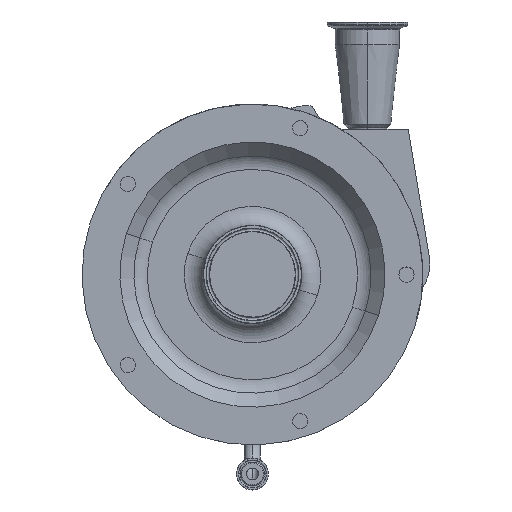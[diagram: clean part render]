
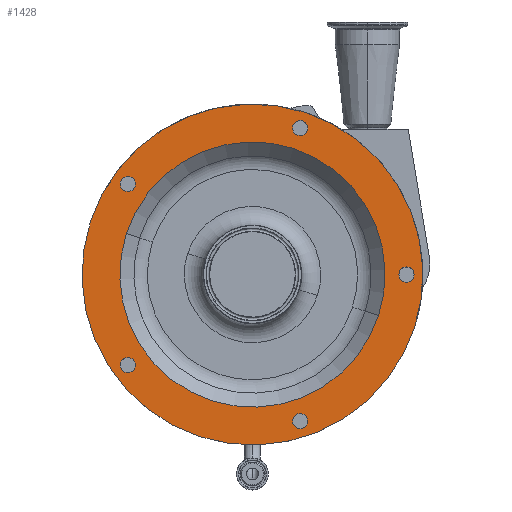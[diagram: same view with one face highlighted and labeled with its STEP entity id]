
A CAD part, top view. The second image highlights one B-rep face of the part: STEP entity #1428.
In plain terms, the highlighted planar face has unit normal (0, 0, 1).
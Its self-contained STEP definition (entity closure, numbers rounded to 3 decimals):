
#92 = DIRECTION ( 'NONE',  ( 0., 0., -1. ) ) ;
#113 = EDGE_LOOP ( 'NONE', ( #1710, #10610 ) ) ;
#143 = CARTESIAN_POINT ( 'NONE',  ( -102.227, 66.856, 222. ) ) ;
#277 = EDGE_CURVE ( 'NONE', #15956, #2431, #13732, .T. ) ;
#313 = CARTESIAN_POINT ( 'NONE',  ( 0., 0., 222. ) ) ;
#387 = CARTESIAN_POINT ( 'NONE',  ( 122., 0., 222. ) ) ;
#414 = AXIS2_PLACEMENT_3D ( 'NONE', #858, #16279, #3699 ) ;
#552 = AXIS2_PLACEMENT_3D ( 'NONE', #313, #7346, #12975 ) ;
#613 = DIRECTION ( 'NONE',  ( -0.588, 0.809, 0. ) ) ;
#627 = CARTESIAN_POINT ( 'NONE',  ( 0., 0., 222. ) ) ;
#823 = AXIS2_PLACEMENT_3D ( 'NONE', #13997, #14368, #613 ) ;
#858 = CARTESIAN_POINT ( 'NONE',  ( 0., 0., 222. ) ) ;
#1017 = VERTEX_POINT ( 'NONE', #4910 ) ;
#1067 = ORIENTED_EDGE ( 'NONE', *, *, #10530, .F. ) ;
#1374 = FACE_BOUND ( 'NONE', #8465, .T. ) ;
#1428 = ADVANCED_FACE ( 'NONE', ( #1657, #1374, #3017, #9698, #12741, #1564, #14023 ), #9608, .F. ) ;
#1500 = AXIS2_PLACEMENT_3D ( 'NONE', #3152, #17314, #4713 ) ;
#1556 = AXIS2_PLACEMENT_3D ( 'NONE', #6591, #13325, #16268 ) ;
#1564 = FACE_BOUND ( 'NONE', #2797, .T. ) ;
#1657 = FACE_OUTER_BOUND ( 'NONE', #3768, .T. ) ;
#1710 = ORIENTED_EDGE ( 'NONE', *, *, #3440, .F. ) ;
#1811 = ORIENTED_EDGE ( 'NONE', *, *, #10618, .F. ) ;
#1955 = DIRECTION ( 'NONE',  ( 0.588, 0.809, 0. ) ) ;
#2099 = ORIENTED_EDGE ( 'NONE', *, *, #6058, .T. ) ;
#2100 = DIRECTION ( 'NONE',  ( 0.951, -0.309, 0. ) ) ;
#2178 = CIRCLE ( 'NONE', #414, 105. ) ;
#2431 = VERTEX_POINT ( 'NONE', #10021 ) ;
#2495 = EDGE_CURVE ( 'NONE', #1017, #11787, #9400, .T. ) ;
#2797 = EDGE_LOOP ( 'NONE', ( #9845, #16137 ) ) ;
#3017 = FACE_BOUND ( 'NONE', #113, .T. ) ;
#3152 = CARTESIAN_POINT ( 'NONE',  ( 37.7, 116.029, 222. ) ) ;
#3339 = CARTESIAN_POINT ( 'NONE',  ( 99.861, -32.447, 222. ) ) ;
#3440 = EDGE_CURVE ( 'NONE', #2431, #15956, #12986, .T. ) ;
#3473 = VERTEX_POINT ( 'NONE', #11657 ) ;
#3623 = EDGE_CURVE ( 'NONE', #17332, #16179, #6791, .T. ) ;
#3699 = DIRECTION ( 'NONE',  ( 0.951, -0.309, 0. ) ) ;
#3768 = EDGE_LOOP ( 'NONE', ( #2099, #15353 ) ) ;
#3938 = ORIENTED_EDGE ( 'NONE', *, *, #12031, .F. ) ;
#4411 = CARTESIAN_POINT ( 'NONE',  ( 122., 0., 222. ) ) ;
#4567 = EDGE_CURVE ( 'NONE', #11787, #1017, #12419, .T. ) ;
#4713 = DIRECTION ( 'NONE',  ( 0.951, -0.309, 0. ) ) ;
#4775 = DIRECTION ( 'NONE',  ( 0., 0., 1. ) ) ;
#4838 = CARTESIAN_POINT ( 'NONE',  ( -102.227, -66.856, 222. ) ) ;
#4895 = EDGE_CURVE ( 'NONE', #10900, #9641, #15070, .T. ) ;
#4910 = CARTESIAN_POINT ( 'NONE',  ( 43.406, 114.175, 222. ) ) ;
#5030 = DIRECTION ( 'NONE',  ( 0., 0., 1. ) ) ;
#5077 = AXIS2_PLACEMENT_3D ( 'NONE', #9913, #15616, #10003 ) ;
#5116 = DIRECTION ( 'NONE',  ( 0., 0., 1. ) ) ;
#5258 = DIRECTION ( 'NONE',  ( 0.951, -0.309, 0. ) ) ;
#5324 = CARTESIAN_POINT ( 'NONE',  ( 43.406, -114.175, 222. ) ) ;
#5422 = AXIS2_PLACEMENT_3D ( 'NONE', #627, #5116, #2100 ) ;
#5475 = EDGE_LOOP ( 'NONE', ( #13086, #7263 ) ) ;
#5799 = AXIS2_PLACEMENT_3D ( 'NONE', #5955, #4775, #15977 ) ;
#5955 = CARTESIAN_POINT ( 'NONE',  ( 37.7, -116.029, 222. ) ) ;
#5979 = CARTESIAN_POINT ( 'NONE',  ( -95.173, 76.564, 222. ) ) ;
#6017 = EDGE_LOOP ( 'NONE', ( #15556, #3938 ) ) ;
#6058 = EDGE_CURVE ( 'NONE', #16206, #3473, #16574, .T. ) ;
#6107 = VERTEX_POINT ( 'NONE', #14837 ) ;
#6274 = CARTESIAN_POINT ( 'NONE',  ( 31.994, 117.883, 222. ) ) ;
#6545 = AXIS2_PLACEMENT_3D ( 'NONE', #12619, #17402, #10294 ) ;
#6591 = CARTESIAN_POINT ( 'NONE',  ( -98.7, -71.71, 222. ) ) ;
#6725 = AXIS2_PLACEMENT_3D ( 'NONE', #16787, #92, #15316 ) ;
#6791 = CIRCLE ( 'NONE', #1556, 6. ) ;
#7263 = ORIENTED_EDGE ( 'NONE', *, *, #7471, .F. ) ;
#7346 = DIRECTION ( 'NONE',  ( 0., 0., 1. ) ) ;
#7471 = EDGE_CURVE ( 'NONE', #16179, #17332, #13410, .T. ) ;
#7962 = VERTEX_POINT ( 'NONE', #3339 ) ;
#8465 = EDGE_LOOP ( 'NONE', ( #17922, #1811 ) ) ;
#8582 = AXIS2_PLACEMENT_3D ( 'NONE', #17864, #10677, #5258 ) ;
#9400 = CIRCLE ( 'NONE', #1500, 6. ) ;
#9608 = PLANE ( 'NONE',  #6725 ) ;
#9641 = VERTEX_POINT ( 'NONE', #16972 ) ;
#9695 = CARTESIAN_POINT ( 'NONE',  ( 122., -6., 222. ) ) ;
#9698 = FACE_BOUND ( 'NONE', #5475, .T. ) ;
#9845 = ORIENTED_EDGE ( 'NONE', *, *, #2495, .F. ) ;
#9913 = CARTESIAN_POINT ( 'NONE',  ( 37.7, -116.029, 222. ) ) ;
#10003 = DIRECTION ( 'NONE',  ( -0.951, -0.309, 0. ) ) ;
#10021 = CARTESIAN_POINT ( 'NONE',  ( 31.994, -117.883, 222. ) ) ;
#10085 = VERTEX_POINT ( 'NONE', #5979 ) ;
#10156 = EDGE_CURVE ( 'NONE', #3473, #16206, #14471, .T. ) ;
#10294 = DIRECTION ( 'NONE',  ( 0.951, -0.309, 0. ) ) ;
#10447 = EDGE_CURVE ( 'NONE', #7962, #6107, #2178, .T. ) ;
#10530 = EDGE_CURVE ( 'NONE', #12180, #10085, #16553, .T. ) ;
#10610 = ORIENTED_EDGE ( 'NONE', *, *, #277, .F. ) ;
#10617 = DIRECTION ( 'NONE',  ( 0.588, 0.809, 0. ) ) ;
#10618 = EDGE_CURVE ( 'NONE', #9641, #10900, #16291, .T. ) ;
#10677 = DIRECTION ( 'NONE',  ( 0., 0., 1. ) ) ;
#10900 = VERTEX_POINT ( 'NONE', #9695 ) ;
#11269 = AXIS2_PLACEMENT_3D ( 'NONE', #15980, #14412, #1955 ) ;
#11408 = EDGE_LOOP ( 'NONE', ( #11861, #1067 ) ) ;
#11520 = EDGE_CURVE ( 'NONE', #10085, #12180, #17542, .T. ) ;
#11657 = CARTESIAN_POINT ( 'NONE',  ( -128.393, 41.717, 222. ) ) ;
#11787 = VERTEX_POINT ( 'NONE', #6274 ) ;
#11861 = ORIENTED_EDGE ( 'NONE', *, *, #11520, .F. ) ;
#12031 = EDGE_CURVE ( 'NONE', #6107, #7962, #15473, .T. ) ;
#12092 = CARTESIAN_POINT ( 'NONE',  ( -98.7, 71.71, 222. ) ) ;
#12138 = AXIS2_PLACEMENT_3D ( 'NONE', #4411, #15620, #17298 ) ;
#12180 = VERTEX_POINT ( 'NONE', #143 ) ;
#12236 = CARTESIAN_POINT ( 'NONE',  ( 128.393, -41.717, 222. ) ) ;
#12419 = CIRCLE ( 'NONE', #8582, 6. ) ;
#12619 = CARTESIAN_POINT ( 'NONE',  ( 0., 0., 222. ) ) ;
#12741 = FACE_BOUND ( 'NONE', #11408, .T. ) ;
#12975 = DIRECTION ( 'NONE',  ( 0.951, -0.309, 0. ) ) ;
#12986 = CIRCLE ( 'NONE', #5077, 6. ) ;
#13086 = ORIENTED_EDGE ( 'NONE', *, *, #3623, .F. ) ;
#13134 = DIRECTION ( 'NONE',  ( 0., -1., 0. ) ) ;
#13325 = DIRECTION ( 'NONE',  ( 0., 0., 1. ) ) ;
#13348 = CARTESIAN_POINT ( 'NONE',  ( -95.173, -76.564, 222. ) ) ;
#13410 = CIRCLE ( 'NONE', #823, 6. ) ;
#13732 = CIRCLE ( 'NONE', #5799, 6. ) ;
#13997 = CARTESIAN_POINT ( 'NONE',  ( -98.7, -71.71, 222. ) ) ;
#14023 = FACE_BOUND ( 'NONE', #6017, .T. ) ;
#14368 = DIRECTION ( 'NONE',  ( 0., 0., 1. ) ) ;
#14412 = DIRECTION ( 'NONE',  ( 0., 0., 1. ) ) ;
#14471 = CIRCLE ( 'NONE', #6545, 135. ) ;
#14522 = AXIS2_PLACEMENT_3D ( 'NONE', #387, #17095, #13134 ) ;
#14837 = CARTESIAN_POINT ( 'NONE',  ( -99.861, 32.447, 222. ) ) ;
#15070 = CIRCLE ( 'NONE', #12138, 6. ) ;
#15316 = DIRECTION ( 'NONE',  ( 0., -1., 0. ) ) ;
#15353 = ORIENTED_EDGE ( 'NONE', *, *, #10156, .T. ) ;
#15473 = CIRCLE ( 'NONE', #552, 105. ) ;
#15556 = ORIENTED_EDGE ( 'NONE', *, *, #10447, .F. ) ;
#15616 = DIRECTION ( 'NONE',  ( 0., 0., 1. ) ) ;
#15620 = DIRECTION ( 'NONE',  ( 0., 0., 1. ) ) ;
#15956 = VERTEX_POINT ( 'NONE', #5324 ) ;
#15977 = DIRECTION ( 'NONE',  ( -0.951, -0.309, 0. ) ) ;
#15980 = CARTESIAN_POINT ( 'NONE',  ( -98.7, 71.71, 222. ) ) ;
#16137 = ORIENTED_EDGE ( 'NONE', *, *, #4567, .F. ) ;
#16179 = VERTEX_POINT ( 'NONE', #13348 ) ;
#16206 = VERTEX_POINT ( 'NONE', #12236 ) ;
#16268 = DIRECTION ( 'NONE',  ( -0.588, 0.809, 0. ) ) ;
#16279 = DIRECTION ( 'NONE',  ( 0., 0., 1. ) ) ;
#16291 = CIRCLE ( 'NONE', #14522, 6. ) ;
#16553 = CIRCLE ( 'NONE', #11269, 6. ) ;
#16574 = CIRCLE ( 'NONE', #5422, 135. ) ;
#16787 = CARTESIAN_POINT ( 'NONE',  ( 12.052, 37.091, 222. ) ) ;
#16972 = CARTESIAN_POINT ( 'NONE',  ( 122., 6., 222. ) ) ;
#17095 = DIRECTION ( 'NONE',  ( 0., 0., 1. ) ) ;
#17298 = DIRECTION ( 'NONE',  ( 0., -1., 0. ) ) ;
#17314 = DIRECTION ( 'NONE',  ( 0., 0., 1. ) ) ;
#17332 = VERTEX_POINT ( 'NONE', #4838 ) ;
#17402 = DIRECTION ( 'NONE',  ( 0., 0., 1. ) ) ;
#17542 = CIRCLE ( 'NONE', #17845, 6. ) ;
#17845 = AXIS2_PLACEMENT_3D ( 'NONE', #12092, #5030, #10617 ) ;
#17864 = CARTESIAN_POINT ( 'NONE',  ( 37.7, 116.029, 222. ) ) ;
#17922 = ORIENTED_EDGE ( 'NONE', *, *, #4895, .F. ) ;
